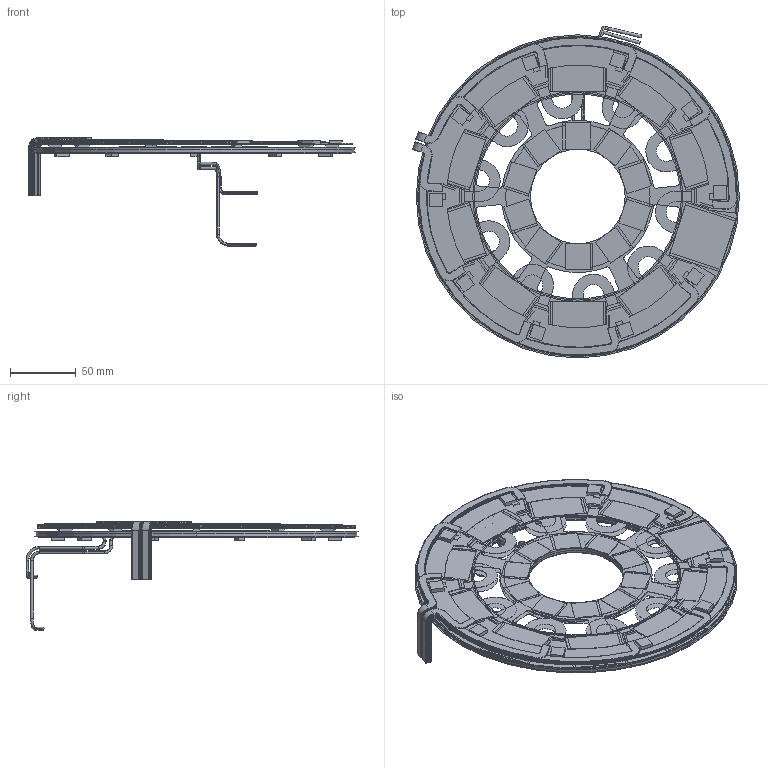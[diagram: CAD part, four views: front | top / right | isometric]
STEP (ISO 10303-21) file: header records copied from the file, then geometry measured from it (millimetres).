
FILE_DESCRIPTION((''),'2;1');
FILE_NAME('AU-1000-1742_ASM','2017-08-22T',('nhartman'),(''),'PRO/ENGINEER BY PARAMETRIC TECHNOLOGY CORPORATION, 2014200','PRO/ENGINEER BY PARAMETRIC TECHNOLOGY CORPORATION, 2014200','');
FILE_SCHEMA(('CONFIG_CONTROL_DESIGN'));
Length unit declared in the file: millimetre
Products named in the file (13): AU-1000-1640; AU-1000-1641; AU-1000-1647; AU-1000-1644; AU-1000-1645; AU-1000-1648; AU-1000-1741; AU-1000-1760; AU-1000-1883; AU-1000-1881; AU-1000-2080; AU-1000-2201; AU-1000-1742_ASM
Assembly tree (53 placements, depth 2):
  AU-1000-1742_ASM
    AU-1000-1640
    AU-1000-1641
    AU-1000-1647  x2
    AU-1000-1644
    AU-1000-1645
    AU-1000-1648  x2
    AU-1000-1741
    AU-1000-1760  x2
    AU-1000-1883  x20
    AU-1000-1881  x20
    AU-1000-2080
    AU-1000-2201
Bounding box: 248.76 x 252.73 x 82.32 mm (x, y, z)
Volume: 172287.5 mm3; surface area: 612418.8 mm2
Topology: 54 solids, 54 shells, 1659 faces, 4115 edges, 2608 vertices
Faces by surface type: plane 975, cylinder 424, torus 260
Entity records: 27656 total; most frequent: DIRECTION 5297, CARTESIAN_POINT 4660, ORIENTED_EDGE 4450, EDGE_CURVE 2225, AXIS2_PLACEMENT_3D 2091, VERTEX_POINT 1348, VECTOR 1115, LINE 1115
